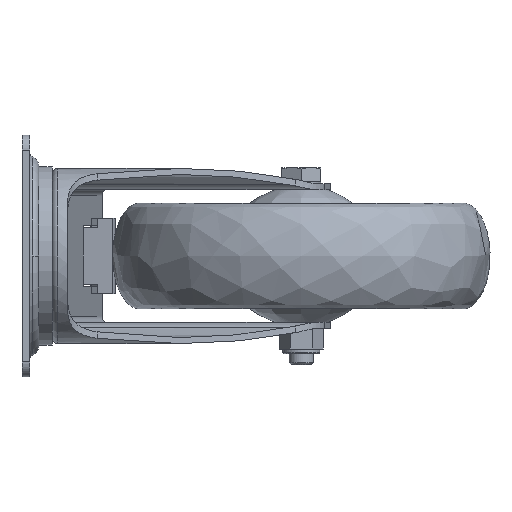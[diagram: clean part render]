
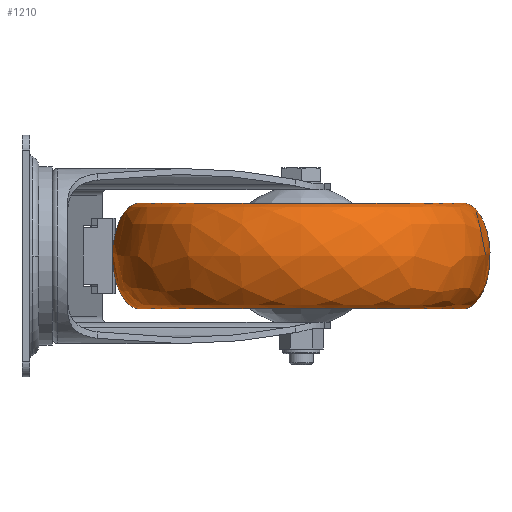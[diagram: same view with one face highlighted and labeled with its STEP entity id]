
A CAD part, left-side view. The second image highlights one B-rep face of the part: STEP entity #1210.
In plain terms, the highlighted free-form (B-spline) face has degree [3, 3] with [4, 4] control points.
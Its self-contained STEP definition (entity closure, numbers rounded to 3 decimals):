
#118 = CARTESIAN_POINT ( 'NONE',  ( 15.981, 8.54, -17.5 ) ) ;
#454 = EDGE_CURVE ( 'NONE', #1735, #10781, #13320, .T. ) ;
#534 = DIRECTION ( 'NONE',  ( 0., 0., -1. ) ) ;
#898 = FACE_OUTER_BOUND ( 'NONE', #4739, .T. ) ;
#1044 = ORIENTED_EDGE ( 'NONE', *, *, #6204, .F. ) ;
#1081 = CARTESIAN_POINT ( 'NONE',  ( 15.981, -98.46, -17.5 ) ) ;
#1210 = ADVANCED_FACE ( 'NONE', ( #898 ), #9134, .F. ) ;
#1372 = CARTESIAN_POINT ( 'NONE',  ( 15.981, 8.54, 17.5 ) ) ;
#1528 = CARTESIAN_POINT ( 'NONE',  ( 15.981, 8.54, -17.5 ) ) ;
#1634 = CARTESIAN_POINT ( 'NONE',  ( 15.981, -98.46, 17.5 ) ) ;
#1735 = VERTEX_POINT ( 'NONE', #5500 ) ;
#1955 = CARTESIAN_POINT ( 'NONE',  ( -127.019, -116.46, -17.5 ) ) ;
#2800 = DIRECTION ( 'NONE',  ( 0., 1., 0. ) ) ;
#3210 = EDGE_CURVE ( 'NONE', #8322, #1735, #6430, .T. ) ;
#3308 = ORIENTED_EDGE ( 'NONE', *, *, #3210, .T. ) ;
#3373 = CARTESIAN_POINT ( 'NONE',  ( 15.981, -98.46, -17.5 ) ) ;
#3394 = ORIENTED_EDGE ( 'NONE', *, *, #454, .T. ) ;
#3399 = CARTESIAN_POINT ( 'NONE',  ( 15.981, 8.54, 17.5 ) ) ;
#3429 = CARTESIAN_POINT ( 'NONE',  ( 15.981, -98.46, 17.5 ) ) ;
#4552 = CARTESIAN_POINT ( 'NONE',  ( -91.019, 8.54, 17.5 ) ) ;
#4739 = EDGE_LOOP ( 'NONE', ( #5432, #3308, #3394, #1044 ) ) ;
#4912 = AXIS2_PLACEMENT_3D ( 'NONE', #11659, #8602, #9610 ) ;
#5432 = ORIENTED_EDGE ( 'NONE', *, *, #12805, .F. ) ;
#5484 = CARTESIAN_POINT ( 'NONE',  ( 15.981, -116.46, -17.5 ) ) ;
#5500 = CARTESIAN_POINT ( 'NONE',  ( 15.981, 8.54, 17.5 ) ) ;
#5551 = CARTESIAN_POINT ( 'NONE',  ( -91.019, 8.54, -17.5 ) ) ;
#5623 = CARTESIAN_POINT ( 'NONE',  ( -91.019, -98.46, 17.5 ) ) ;
#6204 = EDGE_CURVE ( 'NONE', #13568, #10781, #9392, .T. ) ;
#6268 = CARTESIAN_POINT ( 'NONE',  ( 15.981, 26.54, -17.5 ) ) ;
#6314 = CARTESIAN_POINT ( 'NONE',  ( 15.981, 26.54, 17.5 ) ) ;
#6430 = CIRCLE ( 'NONE', #9584, 53.5 ) ;
#7711 = CARTESIAN_POINT ( 'NONE',  ( 15.981, -116.46, 17.5 ) ) ;
#8147 = CARTESIAN_POINT ( 'NONE',  ( 15.981, -44.96, 17.5 ) ) ;
#8322 = VERTEX_POINT ( 'NONE', #1634 ) ;
#8602 = DIRECTION ( 'NONE',  ( 0., 0., -1. ) ) ;
#8639 = CARTESIAN_POINT ( 'NONE',  ( -127.019, 26.54, -17.5 ) ) ;
#9134 =( BOUNDED_SURFACE ( )  B_SPLINE_SURFACE ( 3, 3, ( 
 ( #3429, #5623, #4552, #1372 ),
 ( #11634, #13059, #13198, #10968 ),
 ( #5484, #1955, #8639, #6268 ),
 ( #3373, #10575, #5551, #118 ) ),
 .UNSPECIFIED., .F., .F., .F. ) 
 B_SPLINE_SURFACE_WITH_KNOTS ( ( 4, 4 ),
 ( 4, 4 ),
 ( 0., 1. ),
 ( 0., 1. ),
 .UNSPECIFIED. ) 
 GEOMETRIC_REPRESENTATION_ITEM ( )  RATIONAL_B_SPLINE_SURFACE ( (
 ( 1., 0.333, 0.333, 1.),
 ( 0.333, 0.111, 0.111, 0.333),
 ( 0.333, 0.111, 0.111, 0.333),
 ( 1., 0.333, 0.333, 1.) ) ) 
 REPRESENTATION_ITEM ( '' )  SURFACE ( )  );
#9392 = CIRCLE ( 'NONE', #4912, 53.5 ) ;
#9584 = AXIS2_PLACEMENT_3D ( 'NONE', #8147, #534, #2800 ) ;
#9610 = DIRECTION ( 'NONE',  ( 0., 1., 0. ) ) ;
#10166 = CARTESIAN_POINT ( 'NONE',  ( 15.981, 26.54, -17.5 ) ) ;
#10238 = CARTESIAN_POINT ( 'NONE',  ( 15.981, 8.54, -17.5 ) ) ;
#10575 = CARTESIAN_POINT ( 'NONE',  ( -91.019, -98.46, -17.5 ) ) ;
#10781 = VERTEX_POINT ( 'NONE', #1528 ) ;
#10968 = CARTESIAN_POINT ( 'NONE',  ( 15.981, 26.54, 17.5 ) ) ;
#11634 = CARTESIAN_POINT ( 'NONE',  ( 15.981, -116.46, 17.5 ) ) ;
#11659 = CARTESIAN_POINT ( 'NONE',  ( 15.981, -44.96, -17.5 ) ) ;
#12022 = CARTESIAN_POINT ( 'NONE',  ( 15.981, -98.46, -17.5 ) ) ;
#12434 =( BOUNDED_CURVE ( )  B_SPLINE_CURVE ( 3, ( #12959, #7711, #13109, #12022 ),
 .UNSPECIFIED., .F., .F. ) 
 B_SPLINE_CURVE_WITH_KNOTS ( ( 4, 4 ),
 ( 3.142, 6.283 ),
 .UNSPECIFIED. ) 
 CURVE ( )  GEOMETRIC_REPRESENTATION_ITEM ( )  RATIONAL_B_SPLINE_CURVE ( ( 1., 0.333, 0.333, 1. ) ) 
 REPRESENTATION_ITEM ( '' )  );
#12805 = EDGE_CURVE ( 'NONE', #8322, #13568, #12434, .T. ) ;
#12959 = CARTESIAN_POINT ( 'NONE',  ( 15.981, -98.46, 17.5 ) ) ;
#13059 = CARTESIAN_POINT ( 'NONE',  ( -127.019, -116.46, 17.5 ) ) ;
#13109 = CARTESIAN_POINT ( 'NONE',  ( 15.981, -116.46, -17.5 ) ) ;
#13198 = CARTESIAN_POINT ( 'NONE',  ( -127.019, 26.54, 17.5 ) ) ;
#13320 =( BOUNDED_CURVE ( )  B_SPLINE_CURVE ( 3, ( #3399, #6314, #10166, #10238 ),
 .UNSPECIFIED., .F., .F. ) 
 B_SPLINE_CURVE_WITH_KNOTS ( ( 4, 4 ),
 ( 3.142, 6.283 ),
 .UNSPECIFIED. ) 
 CURVE ( )  GEOMETRIC_REPRESENTATION_ITEM ( )  RATIONAL_B_SPLINE_CURVE ( ( 1., 0.333, 0.333, 1. ) ) 
 REPRESENTATION_ITEM ( '' )  );
#13568 = VERTEX_POINT ( 'NONE', #1081 ) ;
